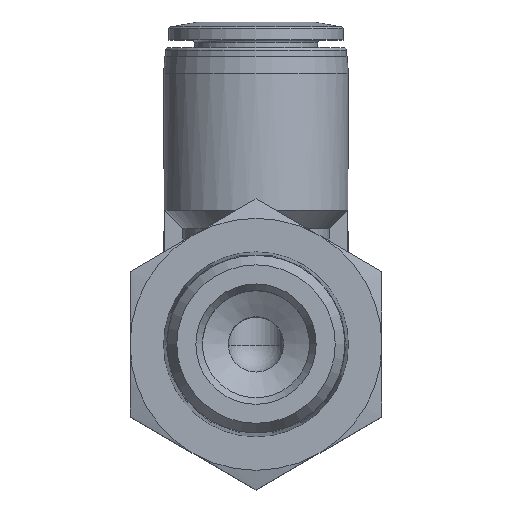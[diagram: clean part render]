
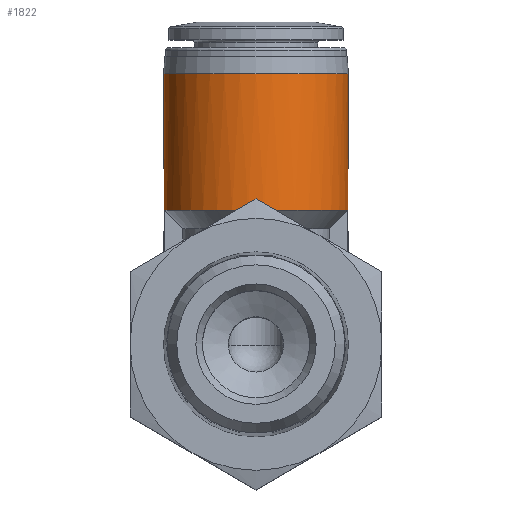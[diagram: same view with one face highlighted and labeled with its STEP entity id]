
A CAD part, top view. The second image highlights one B-rep face of the part: STEP entity #1822.
In plain terms, the highlighted cylindrical face has radius 10.5 mm (diameter 21 mm), a full revolution.
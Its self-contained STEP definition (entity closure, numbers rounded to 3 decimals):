
#69=LINE('',#2841,#91);
#70=LINE('',#2842,#92);
#71=LINE('',#2843,#93);
#72=LINE('',#2844,#94);
#91=VECTOR('',#2289,1000.);
#92=VECTOR('',#2290,1000.);
#93=VECTOR('',#2291,1000.);
#94=VECTOR('',#2292,1000.);
#141=B_SPLINE_CURVE_WITH_KNOTS('',3,(#2535,#2536,#2537,#2538),
 .UNSPECIFIED.,.F.,.F.,(4,4),(0.,0.002),.UNSPECIFIED.);
#145=B_SPLINE_CURVE_WITH_KNOTS('',3,(#2565,#2566,#2567,#2568),
 .UNSPECIFIED.,.F.,.F.,(4,4),(0.,0.002),.UNSPECIFIED.);
#199=CIRCLE('',#1896,10.5);
#200=CIRCLE('',#1898,10.5);
#235=CIRCLE('',#1978,10.5);
#466=ORIENTED_EDGE('',*,*,#614,.F.);
#467=ORIENTED_EDGE('',*,*,#687,.T.);
#468=ORIENTED_EDGE('',*,*,#600,.T.);
#469=ORIENTED_EDGE('',*,*,#688,.F.);
#470=ORIENTED_EDGE('',*,*,#616,.F.);
#471=ORIENTED_EDGE('',*,*,#689,.T.);
#472=ORIENTED_EDGE('',*,*,#606,.T.);
#473=ORIENTED_EDGE('',*,*,#690,.F.);
#474=ORIENTED_EDGE('',*,*,#686,.T.);
#600=EDGE_CURVE('',#747,#746,#141,.T.);
#606=EDGE_CURVE('',#753,#752,#145,.T.);
#614=EDGE_CURVE('',#759,#757,#199,.T.);
#616=EDGE_CURVE('',#760,#762,#200,.T.);
#686=EDGE_CURVE('',#808,#808,#235,.T.);
#687=EDGE_CURVE('',#759,#747,#69,.T.);
#688=EDGE_CURVE('',#762,#746,#70,.T.);
#689=EDGE_CURVE('',#760,#753,#71,.T.);
#690=EDGE_CURVE('',#757,#752,#72,.T.);
#746=VERTEX_POINT('',#2534);
#747=VERTEX_POINT('',#2539);
#752=VERTEX_POINT('',#2564);
#753=VERTEX_POINT('',#2569);
#757=VERTEX_POINT('',#2585);
#759=VERTEX_POINT('',#2593);
#760=VERTEX_POINT('',#2600);
#762=VERTEX_POINT('',#2603);
#808=VERTEX_POINT('',#2839);
#917=EDGE_LOOP('',(#466,#467,#468,#469,#470,#471,#472,#473));
#918=EDGE_LOOP('',(#474));
#1058=FACE_BOUND('',#917,.T.);
#1059=FACE_BOUND('',#918,.T.);
#1129=CYLINDRICAL_SURFACE('',#1979,10.5);
#1822=ADVANCED_FACE('',(#1058,#1059),#1129,.T.);
#1896=AXIS2_PLACEMENT_3D('',#2594,#2111,#2112);
#1898=AXIS2_PLACEMENT_3D('',#2602,#2115,#2116);
#1978=AXIS2_PLACEMENT_3D('',#2838,#2285,#2286);
#1979=AXIS2_PLACEMENT_3D('',#2840,#2287,#2288);
#2111=DIRECTION('',(0.,-1.,0.));
#2112=DIRECTION('',(0.,0.,-1.));
#2115=DIRECTION('',(0.,-1.,0.));
#2116=DIRECTION('',(0.,0.,-1.));
#2285=DIRECTION('',(0.,-1.,0.));
#2286=DIRECTION('',(0.,0.,-1.));
#2287=DIRECTION('',(0.,-1.,0.));
#2288=DIRECTION('',(0.,0.,-1.));
#2289=DIRECTION('',(0.,-1.,0.));
#2290=DIRECTION('',(0.,-1.,0.));
#2291=DIRECTION('',(0.,-1.,0.));
#2292=DIRECTION('',(0.,-1.,0.));
#2534=CARTESIAN_POINT('',(-10.452,8.544,-21.562));
#2535=CARTESIAN_POINT('',(-10.452,8.544,-23.562));
#2536=CARTESIAN_POINT('',(-10.516,8.466,-22.896));
#2537=CARTESIAN_POINT('',(-10.516,8.466,-22.229));
#2538=CARTESIAN_POINT('',(-10.452,8.544,-21.562));
#2539=CARTESIAN_POINT('',(-10.452,8.544,-23.562));
#2564=CARTESIAN_POINT('',(10.452,8.544,-23.562));
#2565=CARTESIAN_POINT('',(10.452,8.544,-21.562));
#2566=CARTESIAN_POINT('',(10.516,8.466,-22.229));
#2567=CARTESIAN_POINT('',(10.516,8.466,-22.896));
#2568=CARTESIAN_POINT('',(10.452,8.544,-23.562));
#2569=CARTESIAN_POINT('',(10.452,8.544,-21.562));
#2585=CARTESIAN_POINT('',(10.452,15.3,-23.562));
#2593=CARTESIAN_POINT('',(-10.452,15.3,-23.562));
#2594=CARTESIAN_POINT('',(0.,15.3,-22.562));
#2600=CARTESIAN_POINT('',(10.452,15.3,-21.562));
#2602=CARTESIAN_POINT('',(0.,15.3,-22.562));
#2603=CARTESIAN_POINT('',(-10.452,15.3,-21.562));
#2838=CARTESIAN_POINT('',(0.,30.8,-22.562));
#2839=CARTESIAN_POINT('',(0.,30.8,-33.062));
#2840=CARTESIAN_POINT('',(0.,0.,-22.562));
#2841=CARTESIAN_POINT('',(-10.452,15.3,-23.562));
#2842=CARTESIAN_POINT('',(-10.452,15.3,-21.562));
#2843=CARTESIAN_POINT('',(10.452,15.3,-21.562));
#2844=CARTESIAN_POINT('',(10.452,15.3,-23.562));
